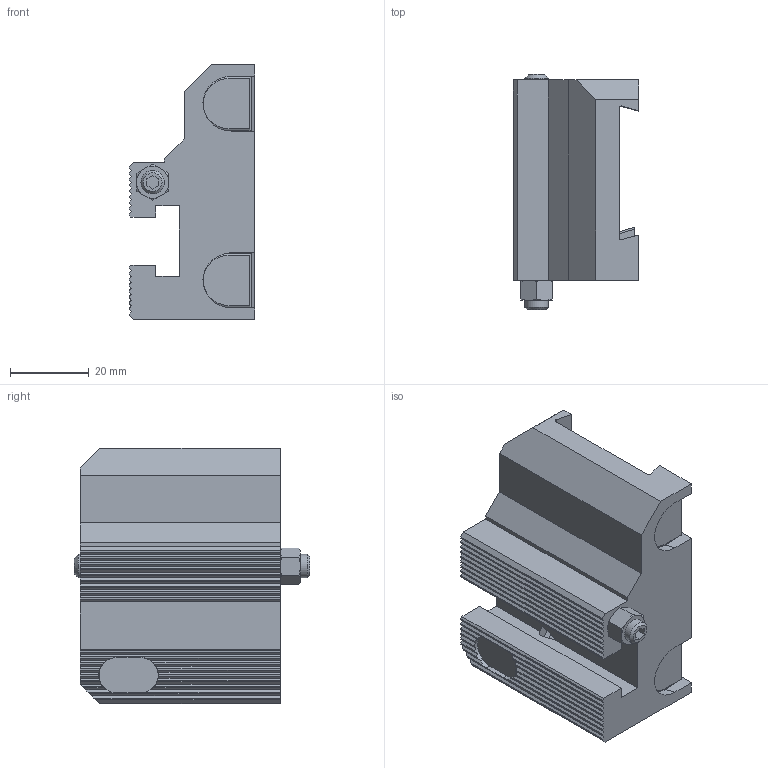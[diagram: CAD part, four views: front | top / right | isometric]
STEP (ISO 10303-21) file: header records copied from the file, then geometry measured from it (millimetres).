
FILE_DESCRIPTION(/* description */ (''),/* implementation_level */ '2;1');
FILE_NAME(/* name */ 'W9990016A_stp.stp',/* time_stamp */ '2009-06-17T09:52:43+02:00',/* author */ (''),/* organization */ (''),/* preprocessor_version */ 'ST-DEVELOPER v11',/* originating_system */ 'UGS - NX 5.0',/* authorisation */ '');
FILE_SCHEMA (('AUTOMOTIVE_DESIGN { 1 0 10303 214 0 1 1 1 }'));
Length unit declared in the file: millimetre
Products named in the file (1): krue8E9Cd9ye
Bounding box: 32 x 60 x 65 mm (x, y, z)
Volume: 65373.4 mm3; surface area: 17334.1 mm2
Topology: 3 solids, 3 shells, 182 faces, 504 edges, 333 vertices
Faces by surface type: plane 148, cone 17, cylinder 15, bspline 2
Full cylindrical faces by diameter (mm): 6 x2, 6.8 x1
Entity records: 5896 total; most frequent: CARTESIAN_POINT 1250, ORIENTED_EDGE 988, DIRECTION 904, EDGE_CURVE 494, LINE 378, VECTOR 378, VERTEX_POINT 329, AXIS2_PLACEMENT_3D 263
